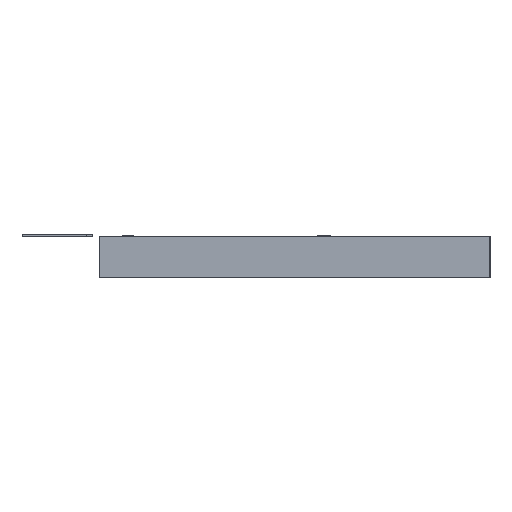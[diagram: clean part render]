
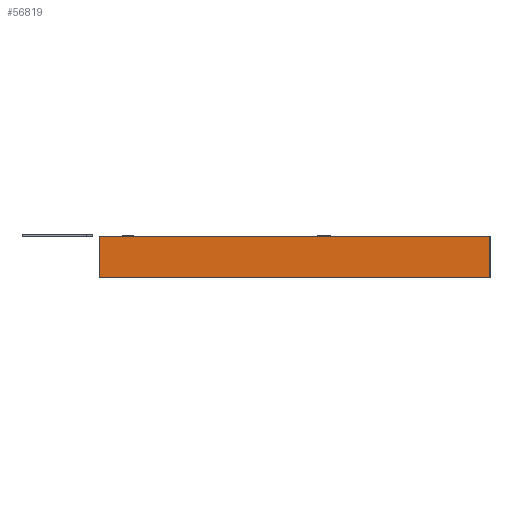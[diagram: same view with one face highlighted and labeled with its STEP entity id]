
A CAD part, left-side view. The second image highlights one B-rep face of the part: STEP entity #56819.
In plain terms, the highlighted planar face has unit normal (-1, 0, 0).
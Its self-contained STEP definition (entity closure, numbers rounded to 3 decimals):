
#1459=FACE_OUTER_BOUND('',#4546,.T.);
#4546=EDGE_LOOP('',(#37364,#37365,#37366,#37367));
#7703=LINE('',#79746,#15522);
#7707=LINE('',#79755,#15526);
#7775=LINE('',#79889,#15594);
#7776=LINE('',#79891,#15595);
#15522=VECTOR('',#64518,304.8);
#15526=VECTOR('',#64524,304.8);
#15594=VECTOR('',#64596,304.8);
#15595=VECTOR('',#64599,304.8);
#23341=VERTEX_POINT('',#79743);
#23342=VERTEX_POINT('',#79745);
#23345=VERTEX_POINT('',#79752);
#23346=VERTEX_POINT('',#79754);
#28919=EDGE_CURVE('',#23341,#23342,#7703,.T.);
#28923=EDGE_CURVE('',#23345,#23346,#7707,.T.);
#28991=EDGE_CURVE('',#23346,#23341,#7775,.T.);
#28992=EDGE_CURVE('',#23345,#23342,#7776,.T.);
#37364=ORIENTED_EDGE('',*,*,#28919,.F.);
#37365=ORIENTED_EDGE('',*,*,#28991,.F.);
#37366=ORIENTED_EDGE('',*,*,#28923,.F.);
#37367=ORIENTED_EDGE('',*,*,#28992,.T.);
#54022=PLANE('',#60812);
#56819=ADVANCED_FACE('',(#1459),#54022,.T.);
#60812=AXIS2_PLACEMENT_3D('',#79890,#64597,#64598);
#64518=DIRECTION('',(0.,1.,0.));
#64524=DIRECTION('',(0.,-1.,0.));
#64596=DIRECTION('',(0.,0.,-1.));
#64597=DIRECTION('center_axis',(-1.,0.,0.));
#64598=DIRECTION('ref_axis',(0.,0.,1.));
#64599=DIRECTION('',(0.,0.,-1.));
#79743=CARTESIAN_POINT('',(-15497.2,8582.82,-400.));
#79745=CARTESIAN_POINT('',(-15497.2,12382.82,-400.));
#79746=CARTESIAN_POINT('',(-15497.2,8582.82,-400.));
#79752=CARTESIAN_POINT('',(-15497.2,12382.82,0.));
#79754=CARTESIAN_POINT('',(-15497.2,8582.82,0.));
#79755=CARTESIAN_POINT('',(-15497.2,12382.82,0.));
#79889=CARTESIAN_POINT('',(-15497.2,8582.82,-400.));
#79890=CARTESIAN_POINT('Origin',(-15497.2,8582.82,-400.));
#79891=CARTESIAN_POINT('',(-15497.2,12382.82,-400.));
